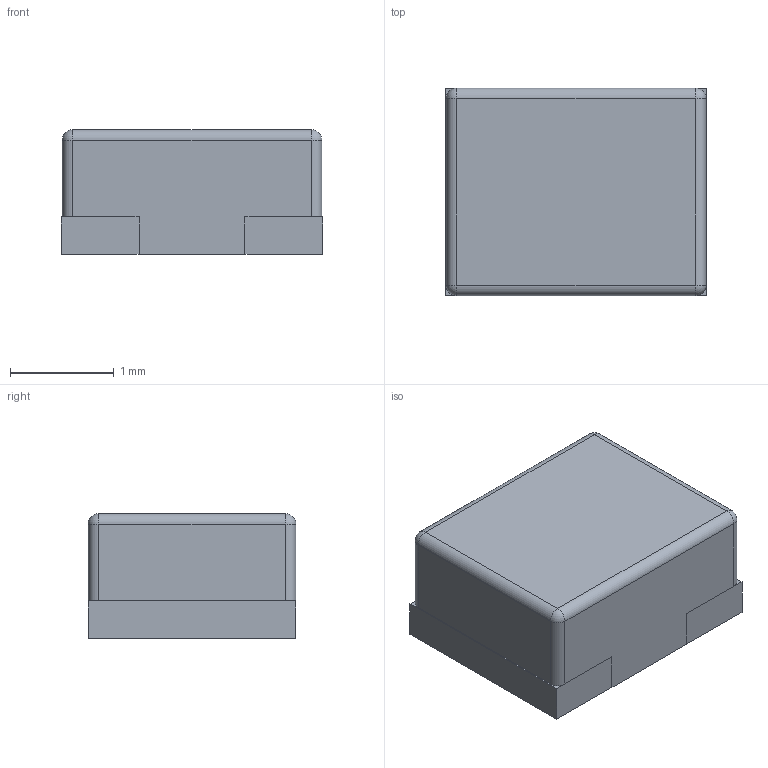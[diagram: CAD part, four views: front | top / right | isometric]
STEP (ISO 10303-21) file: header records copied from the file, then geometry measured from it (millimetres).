
FILE_DESCRIPTION(('Open CASCADE Model'),'2;1');
FILE_NAME('Open CASCADE Shape Model','2024-09-14T03:57:00',('Author'),( 'Open CASCADE'),'Open CASCADE STEP processor 7.7','Open CASCADE 7.7' ,'Unknown');
FILE_SCHEMA(('AUTOMOTIVE_DESIGN { 1 0 10303 214 1 1 1 1 }'));
Length unit declared in the file: millimetre
Products named in the file (1): L_APV_ANR252012
Bounding box: 2.52 x 2 x 1.2 mm (x, y, z)
Volume: 6 mm3; surface area: 20.4 mm2
Topology: 1 solids, 1 shells, 28 faces, 66 edges, 36 vertices
Faces by surface type: plane 16, cylinder 8, sphere 4
Entity records: 1019 total; most frequent: DIRECTION 136, CARTESIAN_POINT 127, ORIENTED_EDGE 124, EDGE_CURVE 62, LINE 46, VECTOR 46, AXIS2_PLACEMENT_3D 45, VERTEX_POINT 36
